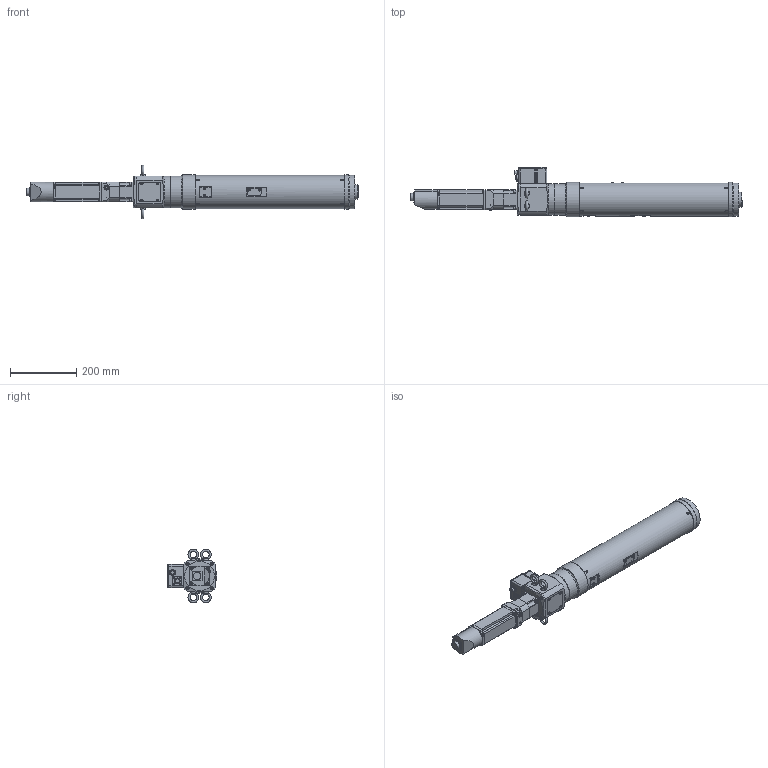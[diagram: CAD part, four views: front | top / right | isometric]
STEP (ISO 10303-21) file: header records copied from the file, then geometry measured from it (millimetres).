
FILE_DESCRIPTION(/* description */ (''),/* implementation_level */ '2;1');
FILE_NAME(/* name */ 'DPR-101R3-30FB(DS-P084).stp',/* time_stamp */ '2021-06-15T11:03:11+09:00',/* author */ ('y-mizuno'),/* organization */ (''),/* preprocessor_version */ 'ST-DEVELOPER v18.1',/* originating_system */ 'Autodesk Inventor 2021',/* authorisation */ '');
FILE_SCHEMA (('AUTOMOTIVE_DESIGN { 1 0 10303 214 3 1 1 }'));
Length unit declared in the file: millimetre
Products named in the file (1): DPR-101R3-30FB(DS-P084)
Bounding box: 1005 x 150 x 161.88 mm (x, y, z)
Volume: 6625660.8 mm3; surface area: 367969.4 mm2
Topology: 1 solids, 17 shells, 1364 faces, 3585 edges, 2330 vertices
Faces by surface type: plane 734, cylinder 363, cone 179, torus 64, sphere 20, bspline 4
Full cylindrical faces by diameter (mm): 2.459 x2, 2.693 x4, 3 x4, 3.2 x4, 3.3 x4, 3.4 x4, 4 x3, 4.2 x4, 4.917 x4, 5 x1, 5.5 x4, 6 x8, 7 x4, 8 x10, 8.5 x16, 9 x4, 9.5 x4, 10.6 x2, 12 x1, 12.7 x1, 13 x4, 14 x4, 15 x1, 16.5 x1, 18 x1, 23 x1, 27 x1, 28 x1, 45 x2, 46 x1
Entity records: 45256 total; most frequent: CARTESIAN_POINT 9793, DIRECTION 7339, ORIENTED_EDGE 7106, EDGE_CURVE 3553, AXIS2_PLACEMENT_3D 2821, VERTEX_POINT 2330, LINE 1697, VECTOR 1697
